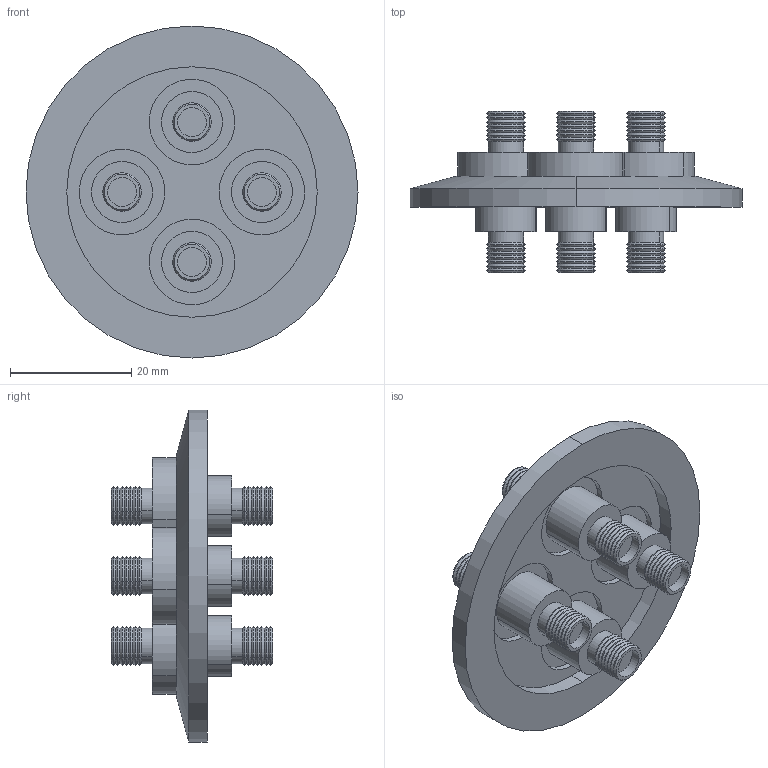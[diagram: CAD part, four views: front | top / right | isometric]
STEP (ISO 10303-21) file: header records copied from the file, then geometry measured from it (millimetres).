
FILE_DESCRIPTION (( 'STEP AP203' ), '1' );
FILE_NAME ('A14340-3-QF.STEP', '2015-11-05T13:27:21', ( '' ), ( '' ), 'SwSTEP 2.0', 'SolidWorks 2014', '' );
FILE_SCHEMA (( 'CONFIG_CONTROL_DESIGN' ));
Length unit declared in the file: inch
Products named in the file (1): A14340-3-QF
Bounding box: 54.86 x 26.64 x 54.86 mm (x, y, z)
Volume: 13737.9 mm3; surface area: 8933.9 mm2
Topology: 1 solids, 1 shells, 317 faces, 632 edges, 346 vertices
Faces by surface type: cone 226, cylinder 60, plane 31
Entity records: 8143 total; most frequent: DIRECTION 1614, CARTESIAN_POINT 1296, ORIENTED_EDGE 1264, AXIS2_PLACEMENT_3D 664, EDGE_CURVE 632, CIRCLE 346, EDGE_LOOP 346, VERTEX_POINT 346
